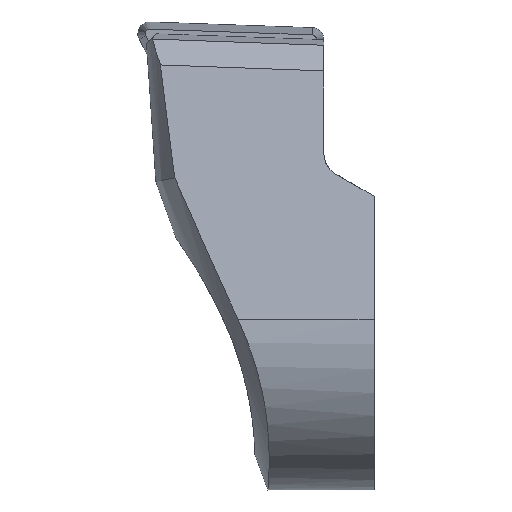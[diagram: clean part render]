
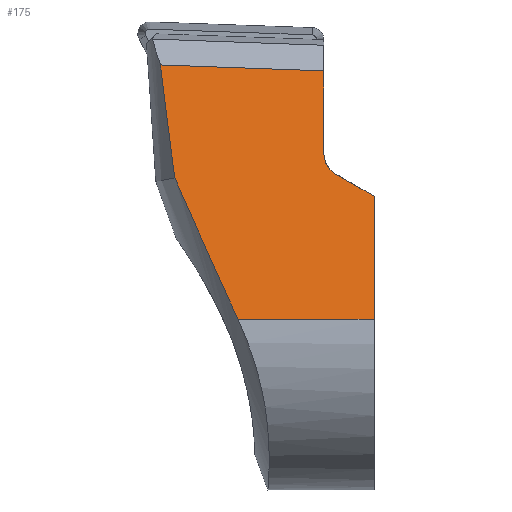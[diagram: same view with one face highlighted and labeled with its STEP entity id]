
A CAD part, front view. The second image highlights one B-rep face of the part: STEP entity #175.
In plain terms, the highlighted planar face has unit normal (0, -0.982, 0.191).
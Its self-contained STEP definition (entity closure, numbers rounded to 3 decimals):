
#118=ELLIPSE('',#924,60.322,11.5);
#119=ELLIPSE('',#925,64.056,11.5);
#120=ELLIPSE('',#926,0.815,0.8);
#175=ADVANCED_FACE('',(#249),#221,.F.);
#221=PLANE('',#927);
#249=FACE_OUTER_BOUND('',#281,.T.);
#281=EDGE_LOOP('',(#383,#384,#385,#386,#387,#388,#389,#390));
#383=ORIENTED_EDGE('',*,*,#640,.F.);
#384=ORIENTED_EDGE('',*,*,#650,.T.);
#385=ORIENTED_EDGE('',*,*,#651,.T.);
#386=ORIENTED_EDGE('',*,*,#652,.T.);
#387=ORIENTED_EDGE('',*,*,#653,.T.);
#388=ORIENTED_EDGE('',*,*,#630,.F.);
#389=ORIENTED_EDGE('',*,*,#654,.F.);
#390=ORIENTED_EDGE('',*,*,#655,.T.);
#558=VERTEX_POINT('',#1251);
#560=VERTEX_POINT('',#1254);
#569=VERTEX_POINT('',#1274);
#570=VERTEX_POINT('',#1276);
#577=VERTEX_POINT('',#1297);
#578=VERTEX_POINT('',#1299);
#579=VERTEX_POINT('',#1301);
#580=VERTEX_POINT('',#1304);
#630=EDGE_CURVE('',#558,#560,#729,.T.);
#640=EDGE_CURVE('',#569,#570,#735,.T.);
#650=EDGE_CURVE('',#569,#577,#743,.T.);
#651=EDGE_CURVE('',#577,#578,#118,.T.);
#652=EDGE_CURVE('',#578,#579,#119,.T.);
#653=EDGE_CURVE('',#579,#560,#744,.T.);
#654=EDGE_CURVE('',#580,#558,#745,.T.);
#655=EDGE_CURVE('',#580,#570,#120,.T.);
#729=LINE('',#1253,#788);
#735=LINE('',#1275,#794);
#743=LINE('',#1296,#802);
#744=LINE('',#1302,#803);
#745=LINE('',#1303,#804);
#788=VECTOR('',#1009,1.);
#794=VECTOR('',#1027,1.);
#802=VECTOR('',#1047,1.);
#803=VECTOR('',#1052,1.);
#804=VECTOR('',#1053,1.);
#924=AXIS2_PLACEMENT_3D('',#1298,#1048,#1049);
#925=AXIS2_PLACEMENT_3D('',#1300,#1050,#1051);
#926=AXIS2_PLACEMENT_3D('',#1305,#1054,#1055);
#927=AXIS2_PLACEMENT_3D('',#1306,#1056,#1057);
#1009=DIRECTION('',(0.,-0.191,-0.982));
#1027=DIRECTION('',(0.,-0.191,-0.982));
#1047=DIRECTION('',(-0.999,0.007,0.036));
#1048=DIRECTION('',(0.,-0.982,0.191));
#1049=DIRECTION('',(-0.067,0.191,0.979));
#1050=DIRECTION('',(0.,-0.982,0.191));
#1051=DIRECTION('',(0.348,-0.179,-0.92));
#1052=DIRECTION('',(1.,0.,0.));
#1053=DIRECTION('',(0.862,-0.097,-0.498));
#1054=DIRECTION('',(0.,0.982,-0.191));
#1055=DIRECTION('',(0.,-0.191,-0.982));
#1056=DIRECTION('',(0.,0.982,-0.191));
#1057=DIRECTION('',(0.,0.191,0.982));
#1251=CARTESIAN_POINT('',(0.,-3.948,5.1));
#1253=CARTESIAN_POINT('',(0.,-3.5,7.404));
#1254=CARTESIAN_POINT('',(0.,-4.761,0.927));
#1274=CARTESIAN_POINT('',(-1.7,-3.122,9.345));
#1275=CARTESIAN_POINT('',(-1.7,-2.8,11.));
#1276=CARTESIAN_POINT('',(-1.7,-3.667,6.543));
#1296=CARTESIAN_POINT('',(-7.351,-3.082,9.55));
#1297=CARTESIAN_POINT('',(-7.236,-3.083,9.546));
#1298=CARTESIAN_POINT('',(2.829,0.,25.386));
#1299=CARTESIAN_POINT('',(-6.75,-3.827,5.722));
#1300=CARTESIAN_POINT('',(-2.367,0.,25.386));
#1301=CARTESIAN_POINT('',(-4.605,-4.761,0.927));
#1302=CARTESIAN_POINT('',(10.,-4.761,0.927));
#1303=CARTESIAN_POINT('',(4.803,-4.488,2.327));
#1304=CARTESIAN_POINT('',(-1.3,-3.802,5.851));
#1305=CARTESIAN_POINT('',(-0.9,-3.667,6.543));
#1306=CARTESIAN_POINT('',(10.,-2.8,11.));
